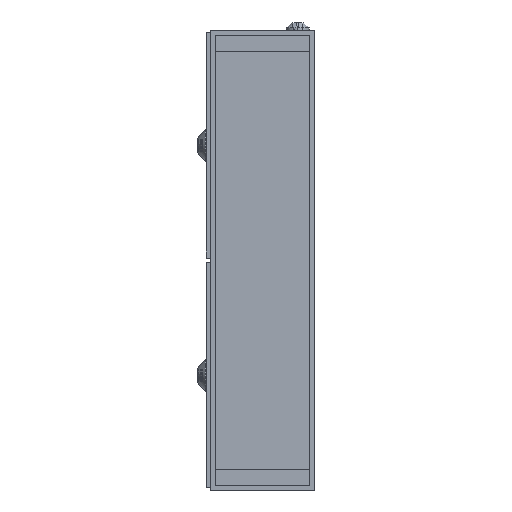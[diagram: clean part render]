
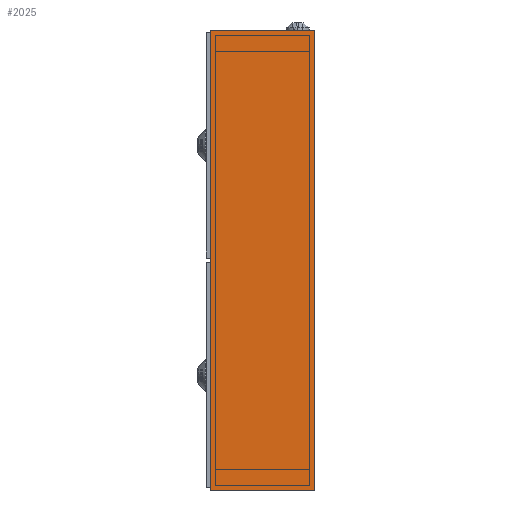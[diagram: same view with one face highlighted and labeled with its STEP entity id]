
A CAD part, left-side view. The second image highlights one B-rep face of the part: STEP entity #2025.
In plain terms, the highlighted planar face has unit normal (-1, 0, 0).
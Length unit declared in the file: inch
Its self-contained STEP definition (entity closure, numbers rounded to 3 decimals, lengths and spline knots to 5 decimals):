
#20 = EDGE_CURVE ( 'NONE', #9274, #10957, #7586, .T. ) ;
#108 = DIRECTION ( 'NONE',  ( 0., 1., 0. ) ) ;
#968 = ORIENTED_EDGE ( 'NONE', *, *, #6734, .T. ) ;
#1500 = DIRECTION ( 'NONE',  ( 0., -1., 0. ) ) ;
#2025 = ADVANCED_FACE ( 'NONE', ( #18736, #14906, #22457 ), #9341, .T. ) ;
#2185 = VECTOR ( 'NONE', #15243, 39.37008 ) ;
#2289 = CARTESIAN_POINT ( 'NONE',  ( -23.58268, 5.49213, -1.61417 ) ) ;
#2593 = VECTOR ( 'NONE', #11108, 39.37008 ) ;
#2716 = EDGE_CURVE ( 'NONE', #10957, #17864, #15577, .T. ) ;
#4125 = EDGE_CURVE ( 'NONE', #23052, #23969, #15668, .T. ) ;
#4498 = CARTESIAN_POINT ( 'NONE',  ( -23.58268, 7.18504, -1.61417 ) ) ;
#4787 = ORIENTED_EDGE ( 'NONE', *, *, #10920, .T. ) ;
#5083 = CARTESIAN_POINT ( 'NONE',  ( -23.58268, 7.18504, 1.9685 ) ) ;
#5140 = EDGE_CURVE ( 'NONE', #6290, #12226, #10166, .T. ) ;
#5150 = CARTESIAN_POINT ( 'NONE',  ( -23.58268, 7.26378, 5.5315 ) ) ;
#5183 = DIRECTION ( 'NONE',  ( 0., 0., 1. ) ) ;
#5372 = CARTESIAN_POINT ( 'NONE',  ( -23.58268, 7.18496, -1.59449 ) ) ;
#5979 = ORIENTED_EDGE ( 'NONE', *, *, #20, .T. ) ;
#6025 = CARTESIAN_POINT ( 'NONE',  ( -23.58268, 5.49213, 5.90551 ) ) ;
#6055 = VECTOR ( 'NONE', #17763, 39.37008 ) ;
#6290 = VERTEX_POINT ( 'NONE', #6025 ) ;
#6689 = LINE ( 'NONE', #12467, #22191 ) ;
#6691 = LINE ( 'NONE', #5083, #19460 ) ;
#6734 = EDGE_CURVE ( 'NONE', #8722, #23052, #16661, .T. ) ;
#6866 = CARTESIAN_POINT ( 'NONE',  ( -23.58268, 5.49213, -1.9685 ) ) ;
#7020 = VECTOR ( 'NONE', #24282, 39.37008 ) ;
#7024 = VERTEX_POINT ( 'NONE', #6866 ) ;
#7277 = ORIENTED_EDGE ( 'NONE', *, *, #9734, .T. ) ;
#7586 = LINE ( 'NONE', #22654, #14908 ) ;
#8340 = CARTESIAN_POINT ( 'NONE',  ( -23.58268, 7.18504, 5.55118 ) ) ;
#8722 = VERTEX_POINT ( 'NONE', #15443 ) ;
#8963 = EDGE_CURVE ( 'NONE', #17864, #13565, #16990, .T. ) ;
#9241 = ORIENTED_EDGE ( 'NONE', *, *, #19722, .T. ) ;
#9274 = VERTEX_POINT ( 'NONE', #8340 ) ;
#9327 = AXIS2_PLACEMENT_3D ( 'NONE', #16881, #24435, #108 ) ;
#9341 = PLANE ( 'NONE',  #9327 ) ;
#9408 = VERTEX_POINT ( 'NONE', #20184 ) ;
#9734 = EDGE_CURVE ( 'NONE', #12226, #9408, #20043, .T. ) ;
#10166 = LINE ( 'NONE', #19557, #15948 ) ;
#10234 = CARTESIAN_POINT ( 'NONE',  ( -23.58268, 7.18496, -1.63386 ) ) ;
#10920 = EDGE_CURVE ( 'NONE', #7024, #6290, #16314, .T. ) ;
#10957 = VERTEX_POINT ( 'NONE', #17053 ) ;
#10980 = LINE ( 'NONE', #20368, #15701 ) ;
#11108 = DIRECTION ( 'NONE',  ( 0., -1., 0. ) ) ;
#11230 = CARTESIAN_POINT ( 'NONE',  ( -23.58268, 7.18496, -1.61417 ) ) ;
#11284 = LINE ( 'NONE', #2289, #2185 ) ;
#12226 = VERTEX_POINT ( 'NONE', #15943 ) ;
#12327 = CARTESIAN_POINT ( 'NONE',  ( -23.58268, 7.18496, 5.5315 ) ) ;
#12467 = CARTESIAN_POINT ( 'NONE',  ( -23.58268, 5.49213, -1.9685 ) ) ;
#12770 = EDGE_LOOP ( 'NONE', ( #17440, #20824, #5979, #21036 ) ) ;
#12986 = CARTESIAN_POINT ( 'NONE',  ( -23.58268, 7.26378, 1.9685 ) ) ;
#13181 = EDGE_LOOP ( 'NONE', ( #17445, #968, #20841, #22343 ) ) ;
#13476 = EDGE_CURVE ( 'NONE', #15671, #8722, #10980, .T. ) ;
#13565 = VERTEX_POINT ( 'NONE', #15167 ) ;
#14434 = VECTOR ( 'NONE', #22248, 39.37008 ) ;
#14906 = FACE_OUTER_BOUND ( 'NONE', #17389, .T. ) ;
#14908 = VECTOR ( 'NONE', #16838, 39.37008 ) ;
#15167 = CARTESIAN_POINT ( 'NONE',  ( -23.58268, 7.18504, 5.5315 ) ) ;
#15243 = DIRECTION ( 'NONE',  ( 0., -1., 0. ) ) ;
#15319 = EDGE_CURVE ( 'NONE', #15671, #23969, #11284, .T. ) ;
#15443 = CARTESIAN_POINT ( 'NONE',  ( -23.58268, 7.18504, -1.59449 ) ) ;
#15577 = LINE ( 'NONE', #21275, #20420 ) ;
#15668 = LINE ( 'NONE', #10234, #6055 ) ;
#15671 = VERTEX_POINT ( 'NONE', #4498 ) ;
#15701 = VECTOR ( 'NONE', #5183, 39.37008 ) ;
#15943 = CARTESIAN_POINT ( 'NONE',  ( -23.58268, 7.26378, 5.90551 ) ) ;
#15948 = VECTOR ( 'NONE', #21303, 39.37008 ) ;
#16314 = LINE ( 'NONE', #18297, #22301 ) ;
#16440 = DIRECTION ( 'NONE',  ( 0., 0., 1. ) ) ;
#16661 = LINE ( 'NONE', #21004, #2593 ) ;
#16838 = DIRECTION ( 'NONE',  ( 0., -1., 0. ) ) ;
#16881 = CARTESIAN_POINT ( 'NONE',  ( -23.58268, 5.49213, 1.9685 ) ) ;
#16990 = LINE ( 'NONE', #5150, #7020 ) ;
#17053 = CARTESIAN_POINT ( 'NONE',  ( -23.58268, 7.18496, 5.55118 ) ) ;
#17308 = DIRECTION ( 'NONE',  ( 0., 0., -1. ) ) ;
#17389 = EDGE_LOOP ( 'NONE', ( #20330, #7277, #9241, #4787 ) ) ;
#17440 = ORIENTED_EDGE ( 'NONE', *, *, #8963, .T. ) ;
#17445 = ORIENTED_EDGE ( 'NONE', *, *, #13476, .T. ) ;
#17763 = DIRECTION ( 'NONE',  ( 0., 0., -1. ) ) ;
#17864 = VERTEX_POINT ( 'NONE', #12327 ) ;
#18297 = CARTESIAN_POINT ( 'NONE',  ( -23.58268, 5.49213, 1.9685 ) ) ;
#18736 = FACE_BOUND ( 'NONE', #12770, .T. ) ;
#19460 = VECTOR ( 'NONE', #20028, 39.37008 ) ;
#19557 = CARTESIAN_POINT ( 'NONE',  ( -23.58268, 5.49213, 5.90551 ) ) ;
#19722 = EDGE_CURVE ( 'NONE', #9408, #7024, #6689, .T. ) ;
#20028 = DIRECTION ( 'NONE',  ( 0., 0., 1. ) ) ;
#20043 = LINE ( 'NONE', #12986, #14434 ) ;
#20184 = CARTESIAN_POINT ( 'NONE',  ( -23.58268, 7.26378, -1.9685 ) ) ;
#20330 = ORIENTED_EDGE ( 'NONE', *, *, #5140, .T. ) ;
#20368 = CARTESIAN_POINT ( 'NONE',  ( -23.58268, 7.18504, 1.9685 ) ) ;
#20420 = VECTOR ( 'NONE', #17308, 39.37008 ) ;
#20748 = EDGE_CURVE ( 'NONE', #13565, #9274, #6691, .T. ) ;
#20824 = ORIENTED_EDGE ( 'NONE', *, *, #20748, .T. ) ;
#20841 = ORIENTED_EDGE ( 'NONE', *, *, #4125, .T. ) ;
#21004 = CARTESIAN_POINT ( 'NONE',  ( -23.58268, 5.49213, -1.59449 ) ) ;
#21036 = ORIENTED_EDGE ( 'NONE', *, *, #2716, .T. ) ;
#21275 = CARTESIAN_POINT ( 'NONE',  ( -23.58268, 7.18496, -1.63386 ) ) ;
#21303 = DIRECTION ( 'NONE',  ( 0., 1., 0. ) ) ;
#22191 = VECTOR ( 'NONE', #1500, 39.37008 ) ;
#22248 = DIRECTION ( 'NONE',  ( 0., 0., -1. ) ) ;
#22301 = VECTOR ( 'NONE', #16440, 39.37008 ) ;
#22343 = ORIENTED_EDGE ( 'NONE', *, *, #15319, .F. ) ;
#22457 = FACE_BOUND ( 'NONE', #13181, .T. ) ;
#22654 = CARTESIAN_POINT ( 'NONE',  ( -23.58268, 5.49213, 5.55118 ) ) ;
#23052 = VERTEX_POINT ( 'NONE', #5372 ) ;
#23969 = VERTEX_POINT ( 'NONE', #11230 ) ;
#24282 = DIRECTION ( 'NONE',  ( 0., 1., 0. ) ) ;
#24435 = DIRECTION ( 'NONE',  ( -1., 0., 0. ) ) ;
